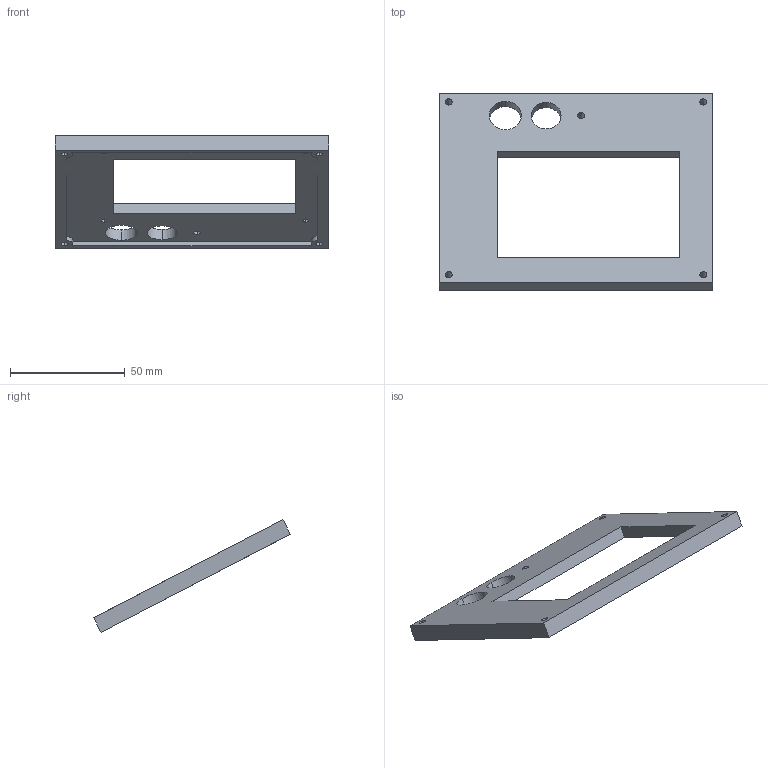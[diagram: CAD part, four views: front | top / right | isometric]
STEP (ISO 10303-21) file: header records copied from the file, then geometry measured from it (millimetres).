
FILE_DESCRIPTION (( 'STEP AP203' ), '1' );
FILE_NAME ('display mount-cover-1 (Default).STEP', '2021-11-19T22:21:57', ( '' ), ( '' ), 'SwSTEP 2.0', 'SolidWorks 2020', '' );
FILE_SCHEMA (( 'CONFIG_CONTROL_DESIGN' ));
Length unit declared in the file: millimetre
Products named in the file (1): display mount-cover-1 (Default)
Bounding box: 119 x 85.64 x 48.99 mm (x, y, z)
Volume: 35884.1 mm3; surface area: 19123.4 mm2
Topology: 1 solids, 3 shells, 59 faces, 148 edges, 92 vertices
Faces by surface type: cylinder 30, plane 19, cone 8, bspline 2
Entity records: 1829 total; most frequent: CARTESIAN_POINT 428, ORIENTED_EDGE 280, DIRECTION 252, EDGE_CURVE 140, VERTEX_POINT 92, AXIS2_PLACEMENT_3D 88, EDGE_LOOP 80, VECTOR 76
